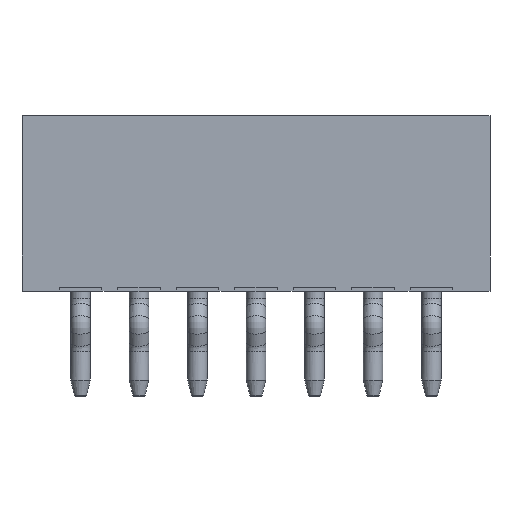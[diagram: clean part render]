
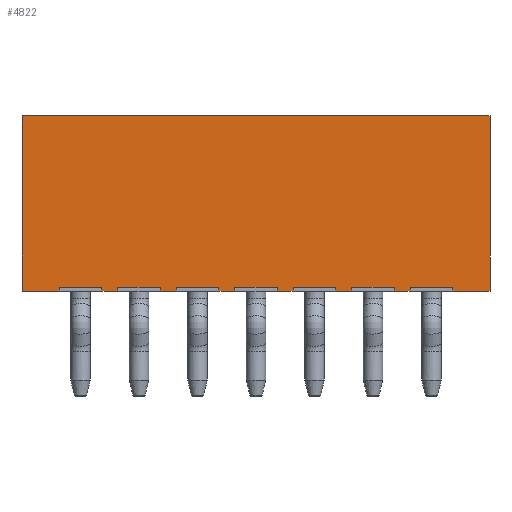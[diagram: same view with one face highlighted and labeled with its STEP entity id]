
A CAD part, front view. The second image highlights one B-rep face of the part: STEP entity #4822.
In plain terms, the highlighted face is planar.
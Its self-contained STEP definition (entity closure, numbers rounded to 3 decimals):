
#800=ORIENTED_EDGE('',*,*,#1612,.T.);
#801=ORIENTED_EDGE('',*,*,#1342,.T.);
#802=ORIENTED_EDGE('',*,*,#1340,.T.);
#803=ORIENTED_EDGE('',*,*,#1337,.T.);
#804=ORIENTED_EDGE('',*,*,#1613,.T.);
#805=ORIENTED_EDGE('',*,*,#1364,.T.);
#806=ORIENTED_EDGE('',*,*,#1362,.T.);
#807=ORIENTED_EDGE('',*,*,#1359,.T.);
#808=ORIENTED_EDGE('',*,*,#1614,.T.);
#809=ORIENTED_EDGE('',*,*,#1386,.T.);
#810=ORIENTED_EDGE('',*,*,#1384,.T.);
#811=ORIENTED_EDGE('',*,*,#1381,.T.);
#812=ORIENTED_EDGE('',*,*,#1615,.T.);
#813=ORIENTED_EDGE('',*,*,#1408,.T.);
#814=ORIENTED_EDGE('',*,*,#1406,.T.);
#815=ORIENTED_EDGE('',*,*,#1403,.T.);
#816=ORIENTED_EDGE('',*,*,#1616,.T.);
#817=ORIENTED_EDGE('',*,*,#1430,.T.);
#818=ORIENTED_EDGE('',*,*,#1428,.T.);
#819=ORIENTED_EDGE('',*,*,#1425,.T.);
#820=ORIENTED_EDGE('',*,*,#1617,.T.);
#821=ORIENTED_EDGE('',*,*,#1452,.T.);
#822=ORIENTED_EDGE('',*,*,#1450,.T.);
#823=ORIENTED_EDGE('',*,*,#1447,.T.);
#824=ORIENTED_EDGE('',*,*,#1618,.T.);
#825=ORIENTED_EDGE('',*,*,#1506,.T.);
#826=ORIENTED_EDGE('',*,*,#1504,.T.);
#827=ORIENTED_EDGE('',*,*,#1501,.T.);
#828=ORIENTED_EDGE('',*,*,#1619,.T.);
#829=ORIENTED_EDGE('',*,*,#1589,.F.);
#830=ORIENTED_EDGE('',*,*,#1583,.F.);
#831=ORIENTED_EDGE('',*,*,#1596,.T.);
#1337=EDGE_CURVE('',#1841,#1842,#2221,.T.);
#1340=EDGE_CURVE('',#1843,#1841,#2224,.T.);
#1342=EDGE_CURVE('',#1844,#1843,#2226,.T.);
#1359=EDGE_CURVE('',#1857,#1858,#2243,.T.);
#1362=EDGE_CURVE('',#1859,#1857,#2246,.T.);
#1364=EDGE_CURVE('',#1860,#1859,#2248,.T.);
#1381=EDGE_CURVE('',#1873,#1874,#2265,.T.);
#1384=EDGE_CURVE('',#1875,#1873,#2268,.T.);
#1386=EDGE_CURVE('',#1876,#1875,#2270,.T.);
#1403=EDGE_CURVE('',#1889,#1890,#2287,.T.);
#1406=EDGE_CURVE('',#1891,#1889,#2290,.T.);
#1408=EDGE_CURVE('',#1892,#1891,#2292,.T.);
#1425=EDGE_CURVE('',#1905,#1906,#2309,.T.);
#1428=EDGE_CURVE('',#1907,#1905,#2312,.T.);
#1430=EDGE_CURVE('',#1908,#1907,#2314,.T.);
#1447=EDGE_CURVE('',#1921,#1922,#2331,.T.);
#1450=EDGE_CURVE('',#1923,#1921,#2334,.T.);
#1452=EDGE_CURVE('',#1924,#1923,#2336,.T.);
#1501=EDGE_CURVE('',#1961,#1962,#2385,.T.);
#1504=EDGE_CURVE('',#1963,#1961,#2388,.T.);
#1506=EDGE_CURVE('',#1964,#1963,#2390,.T.);
#1583=EDGE_CURVE('',#2013,#2014,#2467,.T.);
#1589=EDGE_CURVE('',#2014,#2017,#2473,.T.);
#1596=EDGE_CURVE('',#2013,#2020,#2480,.T.);
#1612=EDGE_CURVE('',#2020,#1844,#2489,.T.);
#1613=EDGE_CURVE('',#1842,#1860,#2490,.T.);
#1614=EDGE_CURVE('',#1858,#1876,#2491,.T.);
#1615=EDGE_CURVE('',#1874,#1892,#2492,.T.);
#1616=EDGE_CURVE('',#1890,#1908,#2493,.T.);
#1617=EDGE_CURVE('',#1906,#1924,#2494,.T.);
#1618=EDGE_CURVE('',#1922,#1964,#2495,.T.);
#1619=EDGE_CURVE('',#1962,#2017,#2496,.T.);
#1841=VERTEX_POINT('',#6164);
#1842=VERTEX_POINT('',#6165);
#1843=VERTEX_POINT('',#6170);
#1844=VERTEX_POINT('',#6174);
#1857=VERTEX_POINT('',#6210);
#1858=VERTEX_POINT('',#6211);
#1859=VERTEX_POINT('',#6216);
#1860=VERTEX_POINT('',#6220);
#1873=VERTEX_POINT('',#6256);
#1874=VERTEX_POINT('',#6257);
#1875=VERTEX_POINT('',#6262);
#1876=VERTEX_POINT('',#6266);
#1889=VERTEX_POINT('',#6302);
#1890=VERTEX_POINT('',#6303);
#1891=VERTEX_POINT('',#6308);
#1892=VERTEX_POINT('',#6312);
#1905=VERTEX_POINT('',#6348);
#1906=VERTEX_POINT('',#6349);
#1907=VERTEX_POINT('',#6354);
#1908=VERTEX_POINT('',#6358);
#1921=VERTEX_POINT('',#6394);
#1922=VERTEX_POINT('',#6395);
#1923=VERTEX_POINT('',#6400);
#1924=VERTEX_POINT('',#6404);
#1961=VERTEX_POINT('',#6506);
#1962=VERTEX_POINT('',#6507);
#1963=VERTEX_POINT('',#6512);
#1964=VERTEX_POINT('',#6516);
#2013=VERTEX_POINT('',#6668);
#2014=VERTEX_POINT('',#6670);
#2017=VERTEX_POINT('',#6682);
#2020=VERTEX_POINT('',#6692);
#2221=LINE('',#6163,#2501);
#2224=LINE('',#6169,#2504);
#2226=LINE('',#6173,#2506);
#2243=LINE('',#6209,#2523);
#2246=LINE('',#6215,#2526);
#2248=LINE('',#6219,#2528);
#2265=LINE('',#6255,#2545);
#2268=LINE('',#6261,#2548);
#2270=LINE('',#6265,#2550);
#2287=LINE('',#6301,#2567);
#2290=LINE('',#6307,#2570);
#2292=LINE('',#6311,#2572);
#2309=LINE('',#6347,#2589);
#2312=LINE('',#6353,#2592);
#2314=LINE('',#6357,#2594);
#2331=LINE('',#6393,#2611);
#2334=LINE('',#6399,#2614);
#2336=LINE('',#6403,#2616);
#2385=LINE('',#6505,#2665);
#2388=LINE('',#6511,#2668);
#2390=LINE('',#6515,#2670);
#2467=LINE('',#6669,#2747);
#2473=LINE('',#6681,#2753);
#2480=LINE('',#6693,#2760);
#2489=LINE('',#6720,#2769);
#2490=LINE('',#6721,#2770);
#2491=LINE('',#6722,#2771);
#2492=LINE('',#6723,#2772);
#2493=LINE('',#6724,#2773);
#2494=LINE('',#6725,#2774);
#2495=LINE('',#6726,#2775);
#2496=LINE('',#6727,#2776);
#2501=VECTOR('',#5248,1000.);
#2504=VECTOR('',#5253,1000.);
#2506=VECTOR('',#5257,1000.);
#2523=VECTOR('',#5286,1000.);
#2526=VECTOR('',#5291,1000.);
#2528=VECTOR('',#5295,1000.);
#2545=VECTOR('',#5324,1000.);
#2548=VECTOR('',#5329,1000.);
#2550=VECTOR('',#5333,1000.);
#2567=VECTOR('',#5362,1000.);
#2570=VECTOR('',#5367,1000.);
#2572=VECTOR('',#5371,1000.);
#2589=VECTOR('',#5400,1000.);
#2592=VECTOR('',#5405,1000.);
#2594=VECTOR('',#5409,1000.);
#2611=VECTOR('',#5438,1000.);
#2614=VECTOR('',#5443,1000.);
#2616=VECTOR('',#5447,1000.);
#2665=VECTOR('',#5528,1000.);
#2668=VECTOR('',#5533,1000.);
#2670=VECTOR('',#5537,1000.);
#2747=VECTOR('',#5668,1000.);
#2753=VECTOR('',#5680,1000.);
#2760=VECTOR('',#5689,1000.);
#2769=VECTOR('',#5720,1000.);
#2770=VECTOR('',#5721,1000.);
#2771=VECTOR('',#5722,1000.);
#2772=VECTOR('',#5723,1000.);
#2773=VECTOR('',#5724,1000.);
#2774=VECTOR('',#5725,1000.);
#2775=VECTOR('',#5726,1000.);
#2776=VECTOR('',#5727,1000.);
#2884=EDGE_LOOP('',(#800,#801,#802,#803,#804,#805,#806,#807,#808,#809,#810,
#811,#812,#813,#814,#815,#816,#817,#818,#819,#820,#821,#822,#823,#824,#825,
#826,#827,#828,#829,#830,#831));
#3140=FACE_BOUND('',#2884,.T.);
#3385=PLANE('',#5025);
#4822=ADVANCED_FACE('',(#3140),#3385,.T.);
#5025=AXIS2_PLACEMENT_3D('',#6719,#5718,#5719);
#5248=DIRECTION('',(0.,0.,-1.));
#5253=DIRECTION('',(-1.,0.,0.));
#5257=DIRECTION('',(0.,0.,1.));
#5286=DIRECTION('',(0.,0.,-1.));
#5291=DIRECTION('',(-1.,0.,0.));
#5295=DIRECTION('',(0.,0.,1.));
#5324=DIRECTION('',(0.,0.,-1.));
#5329=DIRECTION('',(-1.,0.,0.));
#5333=DIRECTION('',(0.,0.,1.));
#5362=DIRECTION('',(0.,0.,-1.));
#5367=DIRECTION('',(-1.,0.,0.));
#5371=DIRECTION('',(0.,0.,1.));
#5400=DIRECTION('',(0.,0.,-1.));
#5405=DIRECTION('',(-1.,0.,0.));
#5409=DIRECTION('',(0.,0.,1.));
#5438=DIRECTION('',(0.,0.,-1.));
#5443=DIRECTION('',(-1.,0.,0.));
#5447=DIRECTION('',(0.,0.,1.));
#5528=DIRECTION('',(0.,0.,-1.));
#5533=DIRECTION('',(-1.,0.,0.));
#5537=DIRECTION('',(0.,0.,1.));
#5668=DIRECTION('',(-1.,0.,0.));
#5680=DIRECTION('',(0.,0.,-1.));
#5689=DIRECTION('',(0.,0.,-1.));
#5718=DIRECTION('',(0.,1.,0.));
#5719=DIRECTION('',(0.,0.,1.));
#5720=DIRECTION('',(-1.,0.,0.));
#5721=DIRECTION('',(-1.,0.,0.));
#5722=DIRECTION('',(-1.,0.,0.));
#5723=DIRECTION('',(-1.,0.,0.));
#5724=DIRECTION('',(-1.,0.,0.));
#5725=DIRECTION('',(-1.,0.,0.));
#5726=DIRECTION('',(-1.,0.,0.));
#5727=DIRECTION('',(-1.,0.,0.));
#6163=CARTESIAN_POINT('',(3.95,1.75,-2.15));
#6164=CARTESIAN_POINT('',(3.95,1.75,-2.15));
#6165=CARTESIAN_POINT('',(3.95,1.75,-2.25));
#6169=CARTESIAN_POINT('',(5.05,1.75,-2.15));
#6170=CARTESIAN_POINT('',(5.05,1.75,-2.15));
#6173=CARTESIAN_POINT('',(5.05,1.75,-2.25));
#6174=CARTESIAN_POINT('',(5.05,1.75,-2.25));
#6209=CARTESIAN_POINT('',(2.45,1.75,-2.15));
#6210=CARTESIAN_POINT('',(2.45,1.75,-2.15));
#6211=CARTESIAN_POINT('',(2.45,1.75,-2.25));
#6215=CARTESIAN_POINT('',(3.55,1.75,-2.15));
#6216=CARTESIAN_POINT('',(3.55,1.75,-2.15));
#6219=CARTESIAN_POINT('',(3.55,1.75,-2.25));
#6220=CARTESIAN_POINT('',(3.55,1.75,-2.25));
#6255=CARTESIAN_POINT('',(0.95,1.75,-2.15));
#6256=CARTESIAN_POINT('',(0.95,1.75,-2.15));
#6257=CARTESIAN_POINT('',(0.95,1.75,-2.25));
#6261=CARTESIAN_POINT('',(2.05,1.75,-2.15));
#6262=CARTESIAN_POINT('',(2.05,1.75,-2.15));
#6265=CARTESIAN_POINT('',(2.05,1.75,-2.25));
#6266=CARTESIAN_POINT('',(2.05,1.75,-2.25));
#6301=CARTESIAN_POINT('',(-0.55,1.75,-2.15));
#6302=CARTESIAN_POINT('',(-0.55,1.75,-2.15));
#6303=CARTESIAN_POINT('',(-0.55,1.75,-2.25));
#6307=CARTESIAN_POINT('',(0.55,1.75,-2.15));
#6308=CARTESIAN_POINT('',(0.55,1.75,-2.15));
#6311=CARTESIAN_POINT('',(0.55,1.75,-2.25));
#6312=CARTESIAN_POINT('',(0.55,1.75,-2.25));
#6347=CARTESIAN_POINT('',(-2.05,1.75,-2.15));
#6348=CARTESIAN_POINT('',(-2.05,1.75,-2.15));
#6349=CARTESIAN_POINT('',(-2.05,1.75,-2.25));
#6353=CARTESIAN_POINT('',(-0.95,1.75,-2.15));
#6354=CARTESIAN_POINT('',(-0.95,1.75,-2.15));
#6357=CARTESIAN_POINT('',(-0.95,1.75,-2.25));
#6358=CARTESIAN_POINT('',(-0.95,1.75,-2.25));
#6393=CARTESIAN_POINT('',(-3.55,1.75,-2.15));
#6394=CARTESIAN_POINT('',(-3.55,1.75,-2.15));
#6395=CARTESIAN_POINT('',(-3.55,1.75,-2.25));
#6399=CARTESIAN_POINT('',(-2.45,1.75,-2.15));
#6400=CARTESIAN_POINT('',(-2.45,1.75,-2.15));
#6403=CARTESIAN_POINT('',(-2.45,1.75,-2.25));
#6404=CARTESIAN_POINT('',(-2.45,1.75,-2.25));
#6505=CARTESIAN_POINT('',(-5.05,1.75,-2.15));
#6506=CARTESIAN_POINT('',(-5.05,1.75,-2.15));
#6507=CARTESIAN_POINT('',(-5.05,1.75,-2.25));
#6511=CARTESIAN_POINT('',(-3.95,1.75,-2.15));
#6512=CARTESIAN_POINT('',(-3.95,1.75,-2.15));
#6515=CARTESIAN_POINT('',(-3.95,1.75,-2.25));
#6516=CARTESIAN_POINT('',(-3.95,1.75,-2.25));
#6668=CARTESIAN_POINT('',(6.,1.75,2.25));
#6669=CARTESIAN_POINT('',(6.,1.75,2.25));
#6670=CARTESIAN_POINT('',(-6.,1.75,2.25));
#6681=CARTESIAN_POINT('',(-6.,1.75,2.25));
#6682=CARTESIAN_POINT('',(-6.,1.75,-2.25));
#6692=CARTESIAN_POINT('',(6.,1.75,-2.25));
#6693=CARTESIAN_POINT('',(6.,1.75,2.25));
#6719=CARTESIAN_POINT('',(6.,1.75,2.25));
#6720=CARTESIAN_POINT('',(6.,1.75,-2.25));
#6721=CARTESIAN_POINT('',(6.,1.75,-2.25));
#6722=CARTESIAN_POINT('',(6.,1.75,-2.25));
#6723=CARTESIAN_POINT('',(6.,1.75,-2.25));
#6724=CARTESIAN_POINT('',(6.,1.75,-2.25));
#6725=CARTESIAN_POINT('',(6.,1.75,-2.25));
#6726=CARTESIAN_POINT('',(6.,1.75,-2.25));
#6727=CARTESIAN_POINT('',(6.,1.75,-2.25));
